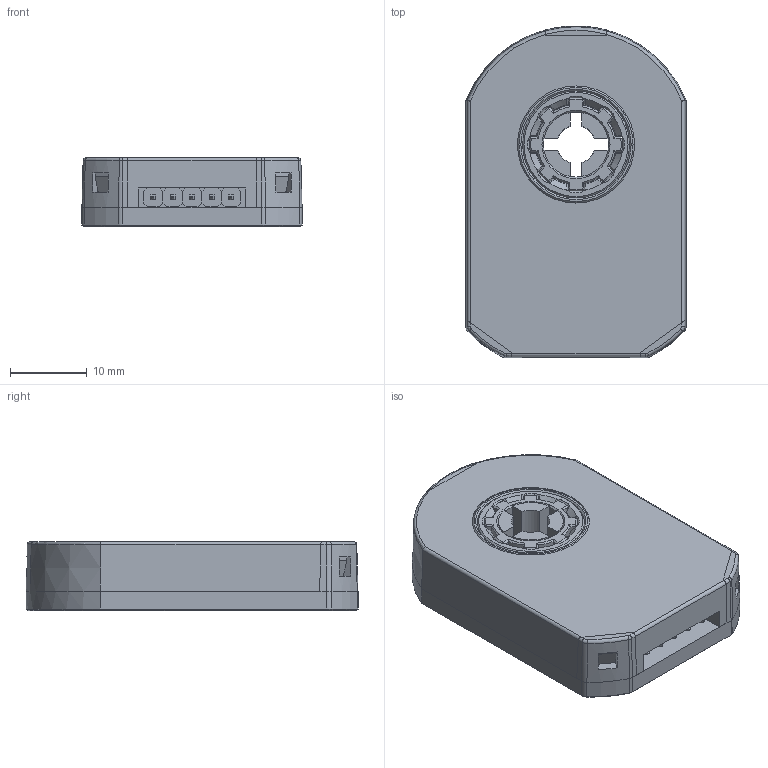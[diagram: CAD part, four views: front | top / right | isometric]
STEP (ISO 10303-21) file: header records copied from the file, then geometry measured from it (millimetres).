
FILE_DESCRIPTION(('FreeCAD Model'),'2;1');
FILE_NAME('Open CASCADE Shape Model','2022-11-12T19:10:19',(''),(''), 'Open CASCADE STEP processor 7.6','FreeCAD','Unknown');
FILE_SCHEMA(('CONFIG_CONTROL_DESIGN','SHAPE_APPEARANCE_LAYER_MIM'));
Length unit declared in the file: millimetre
Products named in the file (10): ATM102_Encoder; Body; Body001; Chamfer002; Chamfer004; Body006; Array002; Body007; Array003; Body008
Assembly tree (17 placements, depth 3):
  ATM102_Encoder
    Body
    Body001
    Chamfer002
    Chamfer004
    Body006
    Array002
      Body007  x5
    Array003
      Body008  x5
Bounding box: 28.77 x 43.38 x 9.03 mm (x, y, z)
Volume: 9628.6 mm3; surface area: 8864.2 mm2
Topology: 15 solids, 15 shells, 678 faces, 1639 edges, 989 vertices
Faces by surface type: plane 383, bspline 118, cylinder 87, cone 85, torus 5
Full cylindrical faces by diameter (mm): 8.5 x1, 9 x2, 14 x2, 15.3 x2
Entity records: 20892 total; most frequent: CARTESIAN_POINT 8554, ORIENTED_EDGE 2670, DIRECTION 2163, EDGE_CURVE 1335, VERTEX_POINT 797, AXIS2_PLACEMENT_3D 785, LINE 593, VECTOR 593
